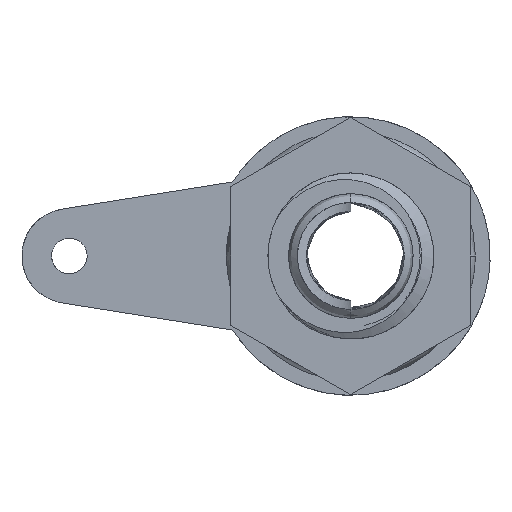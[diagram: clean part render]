
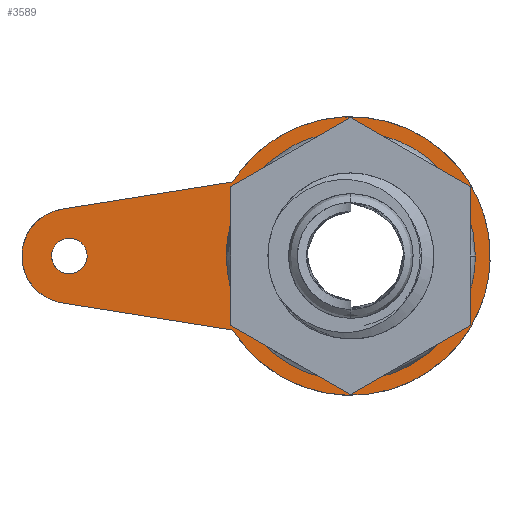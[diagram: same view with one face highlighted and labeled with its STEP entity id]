
A CAD part, left-side view. The second image highlights one B-rep face of the part: STEP entity #3589.
In plain terms, the highlighted free-form (B-spline) face has degree [1, 1] with [2, 2] control points.
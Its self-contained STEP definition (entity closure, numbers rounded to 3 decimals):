
#3336 = VERTEX_POINT('',#3337);
#3337 = CARTESIAN_POINT('',(-2.258,0.,-3.495));
#3355 = EDGE_CURVE('',#3336,#3336,#3356,.T.);
#3356 = ( BOUNDED_CURVE() B_SPLINE_CURVE(2,(#3357,#3358,#3359,#3360,
#3361,#3362,#3363),.UNSPECIFIED.,.T.,.F.) B_SPLINE_CURVE_WITH_KNOTS((3,2
    ,2,3),(3.142,5.236,7.33,9.425),
.PIECEWISE_BEZIER_KNOTS.) CURVE() GEOMETRIC_REPRESENTATION_ITEM() 
RATIONAL_B_SPLINE_CURVE((1.,0.5,1.,0.5,1.,0.5,1.)) REPRESENTATION_ITEM(
  '') );
#3357 = CARTESIAN_POINT('',(-2.258,0.,
    -3.495));
#3358 = CARTESIAN_POINT('',(-2.258,6.053,
    -3.495));
#3359 = CARTESIAN_POINT('',(-2.258,3.027,
    1.747));
#3360 = CARTESIAN_POINT('',(-2.258,0.,
    6.99));
#3361 = CARTESIAN_POINT('',(-2.258,-3.027,
    1.747));
#3362 = CARTESIAN_POINT('',(-2.258,-6.053,
    -3.495));
#3363 = CARTESIAN_POINT('',(-2.258,0.,
    -3.495));
#3388 = VERTEX_POINT('',#3389);
#3389 = CARTESIAN_POINT('',(-2.258,10.216,
    -0.645));
#3407 = EDGE_CURVE('',#3388,#3388,#3408,.T.);
#3408 = ( BOUNDED_CURVE() B_SPLINE_CURVE(2,(#3409,#3410,#3411,#3412,
#3413,#3414,#3415),.UNSPECIFIED.,.T.,.F.) B_SPLINE_CURVE_WITH_KNOTS((3,2
    ,2,3),(3.142,5.236,7.33,9.425),
.PIECEWISE_BEZIER_KNOTS.) CURVE() GEOMETRIC_REPRESENTATION_ITEM() 
RATIONAL_B_SPLINE_CURVE((1.,0.5,1.,0.5,1.,0.5,1.)) REPRESENTATION_ITEM(
  '') );
#3409 = CARTESIAN_POINT('',(-2.258,10.216,
    -0.645));
#3410 = CARTESIAN_POINT('',(-2.258,11.333,
    -0.645));
#3411 = CARTESIAN_POINT('',(-2.258,10.774,
    0.323));
#3412 = CARTESIAN_POINT('',(-2.258,10.216,
    1.29));
#3413 = CARTESIAN_POINT('',(-2.258,9.657,0.323
    ));
#3414 = CARTESIAN_POINT('',(-2.258,9.098,
    -0.645));
#3415 = CARTESIAN_POINT('',(-2.258,10.216,
    -0.645));
#3449 = VERTEX_POINT('',#3450);
#3450 = CARTESIAN_POINT('',(-2.258,10.487,
    1.699));
#3455 = EDGE_CURVE('',#3456,#3449,#3458,.T.);
#3456 = VERTEX_POINT('',#3457);
#3457 = CARTESIAN_POINT('',(-2.258,4.28,
    2.688));
#3458 = B_SPLINE_CURVE_WITH_KNOTS('',1,(#3459,#3460),.UNSPECIFIED.,.F.,
  .F.,(2,2),(-5.845,0.),.PIECEWISE_BEZIER_KNOTS.);
#3459 = CARTESIAN_POINT('',(-2.258,4.28,
    2.688));
#3460 = CARTESIAN_POINT('',(-2.258,10.487,
    1.699));
#3486 = EDGE_CURVE('',#3487,#3456,#3489,.T.);
#3487 = VERTEX_POINT('',#3488);
#3488 = CARTESIAN_POINT('',(-2.258,4.28,
    -2.688));
#3489 = ( BOUNDED_CURVE() B_SPLINE_CURVE(2,(#3490,#3491,#3492,#3493,
#3494),.UNSPECIFIED.,.F.,.F.) B_SPLINE_CURVE_WITH_KNOTS((3,2,3),(
    5.273,7.854,10.435),
.PIECEWISE_BEZIER_KNOTS.) CURVE() GEOMETRIC_REPRESENTATION_ITEM() 
RATIONAL_B_SPLINE_CURVE((1.,0.277,1.,0.277,1.)) 
REPRESENTATION_ITEM('') );
#3490 = CARTESIAN_POINT('',(-2.258,4.28,
    -2.688));
#3491 = CARTESIAN_POINT('',(-2.258,-5.054,
    -17.548));
#3492 = CARTESIAN_POINT('',(-2.258,-5.054,
    0.));
#3493 = CARTESIAN_POINT('',(-2.258,-5.054,
    17.548));
#3494 = CARTESIAN_POINT('',(-2.258,4.28,
    2.688));
#3523 = EDGE_CURVE('',#3524,#3487,#3526,.T.);
#3524 = VERTEX_POINT('',#3525);
#3525 = CARTESIAN_POINT('',(-2.258,10.487,
    -1.699));
#3526 = B_SPLINE_CURVE_WITH_KNOTS('',1,(#3527,#3528),.UNSPECIFIED.,.F.,
  .F.,(2,2),(-5.845,0.),.PIECEWISE_BEZIER_KNOTS.);
#3527 = CARTESIAN_POINT('',(-2.258,10.487,
    -1.699));
#3528 = CARTESIAN_POINT('',(-2.258,4.28,
    -2.688));
#3552 = EDGE_CURVE('',#3449,#3524,#3553,.T.);
#3553 = ( BOUNDED_CURVE() B_SPLINE_CURVE(2,(#3554,#3555,#3556,#3557,
#3558),.UNSPECIFIED.,.F.,.F.) B_SPLINE_CURVE_WITH_KNOTS((3,2,3),(
    3.3,4.712,6.125),
.PIECEWISE_BEZIER_KNOTS.) CURVE() GEOMETRIC_REPRESENTATION_ITEM() 
RATIONAL_B_SPLINE_CURVE((1.,0.761,1.,0.761,1.)) 
REPRESENTATION_ITEM('') );
#3554 = CARTESIAN_POINT('',(-2.258,10.487,
    1.699));
#3555 = CARTESIAN_POINT('',(-2.258,11.936,
    1.468));
#3556 = CARTESIAN_POINT('',(-2.258,11.936,
    0.));
#3557 = CARTESIAN_POINT('',(-2.258,11.936,
    -1.468));
#3558 = CARTESIAN_POINT('',(-2.258,10.487,
    -1.699));
#3589 = ADVANCED_FACE('',(#3590,#3596,#3599),#3602,.F.);
#3590 = FACE_BOUND('',#3591,.T.);
#3591 = EDGE_LOOP('',(#3592,#3593,#3594,#3595));
#3592 = ORIENTED_EDGE('',*,*,#3552,.T.);
#3593 = ORIENTED_EDGE('',*,*,#3523,.T.);
#3594 = ORIENTED_EDGE('',*,*,#3486,.T.);
#3595 = ORIENTED_EDGE('',*,*,#3455,.T.);
#3596 = FACE_BOUND('',#3597,.T.);
#3597 = EDGE_LOOP('',(#3598));
#3598 = ORIENTED_EDGE('',*,*,#3407,.T.);
#3599 = FACE_BOUND('',#3600,.T.);
#3600 = EDGE_LOOP('',(#3601));
#3601 = ORIENTED_EDGE('',*,*,#3355,.T.);
#3602 = B_SPLINE_SURFACE_WITH_KNOTS('',1,1,(
    (#3603,#3604)
    ,(#3605,#3606
    )),.UNSPECIFIED.,.F.,.F.,.F.,(2,2),(2,2),(-4.7,4.7),(-14.2,1.6),
  .PIECEWISE_BEZIER_KNOTS.);
#3603 = CARTESIAN_POINT('',(-2.258,-5.054,
    5.054));
#3604 = CARTESIAN_POINT('',(-2.258,11.936,
    5.054));
#3605 = CARTESIAN_POINT('',(-2.258,-5.054,
    -5.054));
#3606 = CARTESIAN_POINT('',(-2.258,11.936,
    -5.054));
